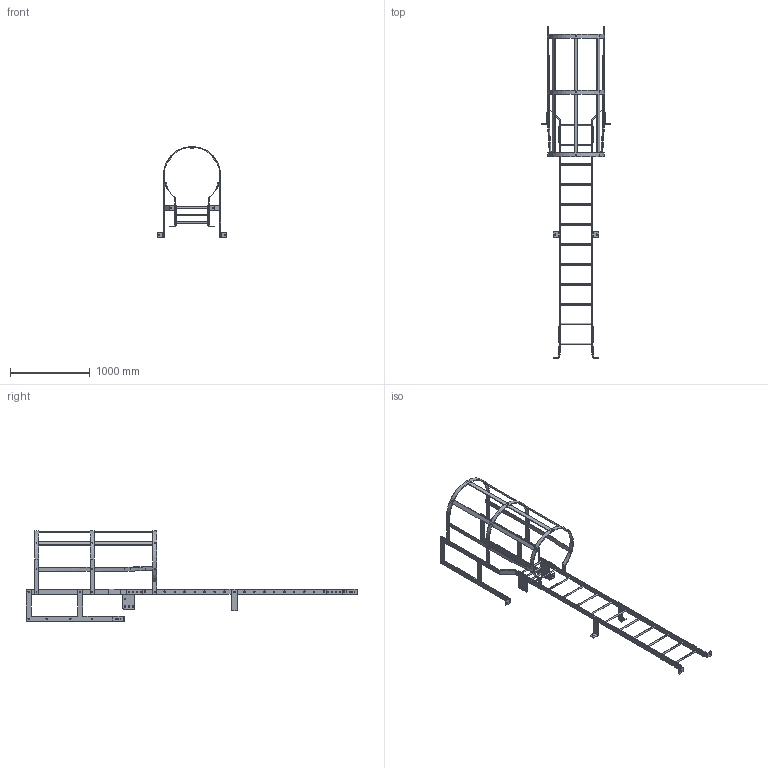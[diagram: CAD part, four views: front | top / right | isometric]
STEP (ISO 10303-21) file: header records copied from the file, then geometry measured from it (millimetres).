
FILE_DESCRIPTION (( 'STEP AP203' ), '1' );
FILE_NAME ('25AX3000.STEP', '2024-01-30T16:10:03', ( '' ), ( '' ), 'SwSTEP 2.0', 'SolidWorks 2023', '' );
FILE_SCHEMA (( 'CONFIG_CONTROL_DESIGN' ));
Length unit declared in the file: millimetre
Products named in the file (16): 25AX11; 25AX1_2500; 25AX2_250; 25AX8; 25AX11 (1.1); 25AX11 (1); 25AX7; 25AX6; 25AX4; 25AX10; 25AX3000; 25AX5; 25AX3; 25AX9
Assembly tree (25 placements, depth 2):
  25AX3000
    25AX1_2500
    25AX5
    25AX4  x2
    25AX3  x2
    25AX10  x4
    25AX6  x4
    25AX8  x2
    25AX11
    25AX11
    25AX11
    25AX9
    25AX2_250
    25AX11 (1)
    25AX11 (1.1)
    25AX7  x2
Bounding box: 870 x 4167 x 1140.5 mm (x, y, z)
Volume: 17937959 mm3; surface area: 4384233.3 mm2
Topology: 42 solids, 42 shells, 660 faces, 1728 edges, 1152 vertices
Faces by surface type: cylinder 406, plane 234, bspline 20
Entity records: 20283 total; most frequent: CARTESIAN_POINT 6212, DIRECTION 2565, ORIENTED_EDGE 2394, EDGE_CURVE 1197, AXIS2_PLACEMENT_3D 1005, VERTEX_POINT 798, EDGE_LOOP 703, LINE 555
